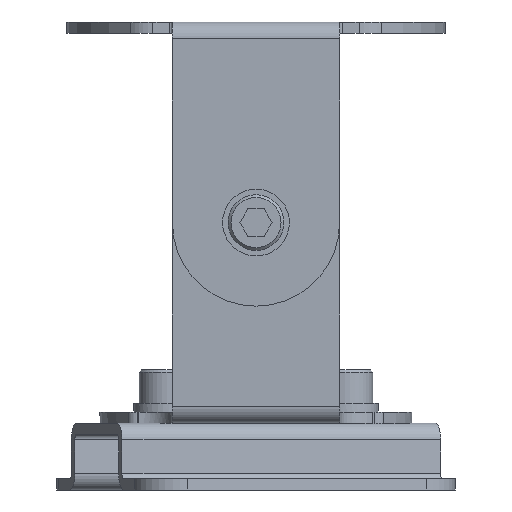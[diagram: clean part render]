
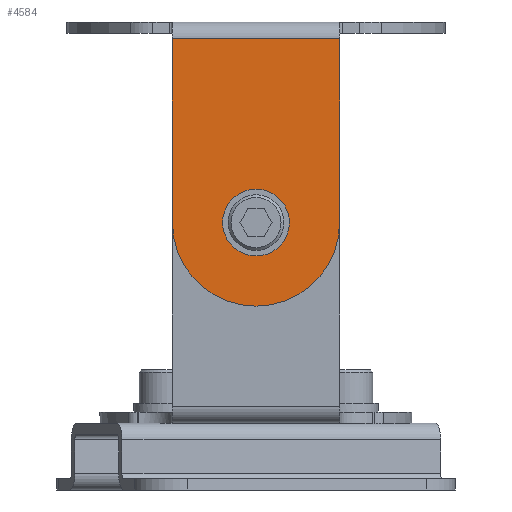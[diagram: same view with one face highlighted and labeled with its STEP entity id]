
A CAD part, front view. The second image highlights one B-rep face of the part: STEP entity #4584.
In plain terms, the highlighted planar face has unit normal (0, -1, 0).
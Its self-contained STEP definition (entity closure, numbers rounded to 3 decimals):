
#67 = DIRECTION ( 'NONE',  ( 0., 0., 1. ) ) ;
#91 = LINE ( 'NONE', #6042, #2334 ) ;
#165 = ORIENTED_EDGE ( 'NONE', *, *, #1286, .F. ) ;
#198 = CIRCLE ( 'NONE', #9177, 6. ) ;
#201 = LINE ( 'NONE', #5363, #4659 ) ;
#310 = ORIENTED_EDGE ( 'NONE', *, *, #1046, .T. ) ;
#336 = DIRECTION ( 'NONE',  ( 1., 0., 0. ) ) ;
#649 = CARTESIAN_POINT ( 'NONE',  ( -49.029, -1.982, 43.702 ) ) ;
#1046 = EDGE_CURVE ( 'NONE', #3581, #3581, #198, .T. ) ;
#1286 = EDGE_CURVE ( 'NONE', #7763, #5030, #6402, .T. ) ;
#1797 = ORIENTED_EDGE ( 'NONE', *, *, #6910, .F. ) ;
#2334 = VECTOR ( 'NONE', #67, 1000. ) ;
#3316 = EDGE_CURVE ( 'NONE', #8062, #8299, #9728, .T. ) ;
#3363 = FACE_OUTER_BOUND ( 'NONE', #6210, .T. ) ;
#3400 = PLANE ( 'NONE',  #7472 ) ;
#3557 = CARTESIAN_POINT ( 'NONE',  ( -34.029, -1.982, 76.702 ) ) ;
#3581 = VERTEX_POINT ( 'NONE', #10587 ) ;
#3640 = AXIS2_PLACEMENT_3D ( 'NONE', #7891, #7930, #10314 ) ;
#3669 = ORIENTED_EDGE ( 'NONE', *, *, #3316, .F. ) ;
#4023 = DIRECTION ( 'NONE',  ( 0., 1., 0. ) ) ;
#4165 = VECTOR ( 'NONE', #336, 1000. ) ;
#4232 = DIRECTION ( 'NONE',  ( 0., -1., 0. ) ) ;
#4514 = EDGE_LOOP ( 'NONE', ( #310 ) ) ;
#4584 = ADVANCED_FACE ( 'NONE', ( #7794, #3363 ), #3400, .T. ) ;
#4659 = VECTOR ( 'NONE', #5392, 1000. ) ;
#4915 = EDGE_CURVE ( 'NONE', #5030, #8062, #201, .T. ) ;
#5030 = VERTEX_POINT ( 'NONE', #10840 ) ;
#5147 = CARTESIAN_POINT ( 'NONE',  ( -19.029, -1.982, 43.702 ) ) ;
#5363 = CARTESIAN_POINT ( 'NONE',  ( -19.029, -1.982, 77.702 ) ) ;
#5392 = DIRECTION ( 'NONE',  ( 0., 0., -1. ) ) ;
#5981 = ORIENTED_EDGE ( 'NONE', *, *, #4915, .F. ) ;
#6042 = CARTESIAN_POINT ( 'NONE',  ( -49.029, -1.982, 77.702 ) ) ;
#6210 = EDGE_LOOP ( 'NONE', ( #1797, #3669, #5981, #165 ) ) ;
#6402 = LINE ( 'NONE', #3557, #4165 ) ;
#6702 = DIRECTION ( 'NONE',  ( -0.763, 0., 0.646 ) ) ;
#6910 = EDGE_CURVE ( 'NONE', #8299, #7763, #91, .T. ) ;
#7472 = AXIS2_PLACEMENT_3D ( 'NONE', #9255, #4232, #10092 ) ;
#7763 = VERTEX_POINT ( 'NONE', #10602 ) ;
#7794 = FACE_BOUND ( 'NONE', #4514, .T. ) ;
#7891 = CARTESIAN_POINT ( 'NONE',  ( -34.029, -1.982, 43.702 ) ) ;
#7930 = DIRECTION ( 'NONE',  ( 0., 1., 0. ) ) ;
#8062 = VERTEX_POINT ( 'NONE', #5147 ) ;
#8299 = VERTEX_POINT ( 'NONE', #649 ) ;
#9177 = AXIS2_PLACEMENT_3D ( 'NONE', #9636, #4023, #6702 ) ;
#9255 = CARTESIAN_POINT ( 'NONE',  ( -34.029, -1.982, 77.702 ) ) ;
#9636 = CARTESIAN_POINT ( 'NONE',  ( -34.029, -1.982, 43.702 ) ) ;
#9728 = CIRCLE ( 'NONE', #3640, 15. ) ;
#10092 = DIRECTION ( 'NONE',  ( 0., 0., -1. ) ) ;
#10314 = DIRECTION ( 'NONE',  ( 0., 0., -1. ) ) ;
#10587 = CARTESIAN_POINT ( 'NONE',  ( -38.61, -1.982, 47.577 ) ) ;
#10602 = CARTESIAN_POINT ( 'NONE',  ( -49.029, -1.982, 76.702 ) ) ;
#10840 = CARTESIAN_POINT ( 'NONE',  ( -19.029, -1.982, 76.702 ) ) ;
